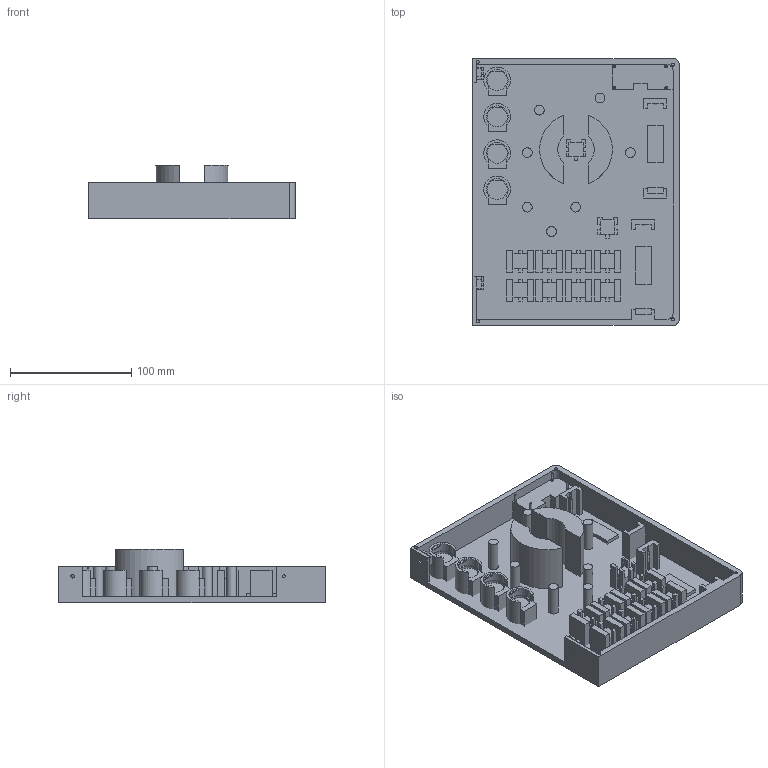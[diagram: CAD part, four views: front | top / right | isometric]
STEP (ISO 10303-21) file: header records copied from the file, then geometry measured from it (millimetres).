
FILE_DESCRIPTION(/* description */ (''),/* implementation_level */ '2;1');
FILE_NAME(/* name */ 'Obudowa_P.step',/* time_stamp */ '2026-01-26T15:17:49+01:00',/* author */ (''),/* organization */ (''),/* preprocessor_version */ 'ST-DEVELOPER v20.1',/* originating_system */ 'Autodesk Translation Framework v14.21.0.0',/* authorisation */ '');
FILE_SCHEMA (('AUTOMOTIVE_DESIGN { 1 0 10303 214 3 1 1 }'));
Length unit declared in the file: millimetre
Products named in the file (1): 2026-01-26-15-17-49-163
Bounding box: 170 x 220 x 44.5 mm (x, y, z)
Volume: 451732.2 mm3; surface area: 178145.9 mm2
Topology: 28 solids, 28 shells, 516 faces, 1260 edges, 820 vertices
Faces by surface type: plane 475, cylinder 37, torus 4
Full cylindrical faces by diameter (mm): 1.375 x4, 2.529 x5, 3 x1, 8 x7, 16.5 x4
Entity records: 14848 total; most frequent: CARTESIAN_POINT 2597, ORIENTED_EDGE 2520, DIRECTION 2384, EDGE_CURVE 1260, LINE 1170, VECTOR 1170, VERTEX_POINT 820, AXIS2_PLACEMENT_3D 607
